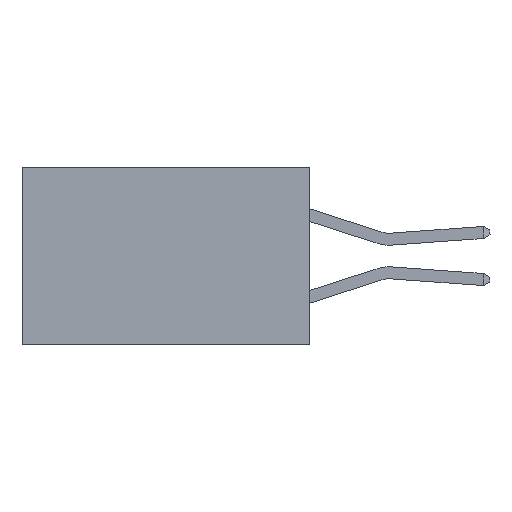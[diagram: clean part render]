
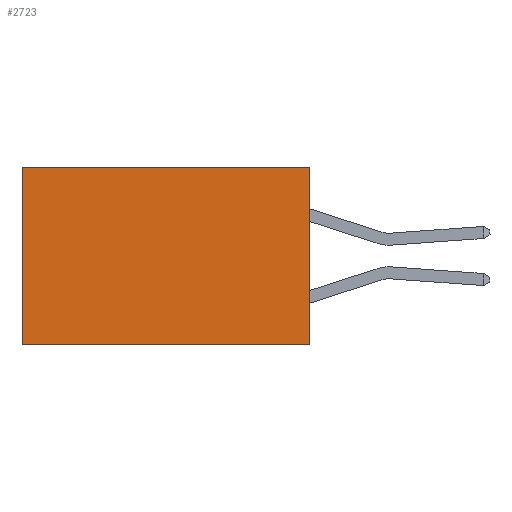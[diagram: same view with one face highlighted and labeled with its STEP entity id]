
A CAD part, left-side view. The second image highlights one B-rep face of the part: STEP entity #2723.
In plain terms, the highlighted planar face has unit normal (-1, 0, 0).
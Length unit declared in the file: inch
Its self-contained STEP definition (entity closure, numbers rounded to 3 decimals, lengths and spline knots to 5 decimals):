
#367 = VECTOR ( 'NONE', #8660, 39.37008 ) ;
#909 = CARTESIAN_POINT ( 'NONE',  ( 0.298, 0.6, 0. ) ) ;
#1737 = DIRECTION ( 'NONE',  ( 1., 0., 0. ) ) ;
#2047 = CARTESIAN_POINT ( 'NONE',  ( 0.298, 0., 0. ) ) ;
#2083 = CARTESIAN_POINT ( 'NONE',  ( 0.298, 0.6, -0.37 ) ) ;
#2723 = ADVANCED_FACE ( 'NONE', ( #18447 ), #17120, .F. ) ;
#3471 = CARTESIAN_POINT ( 'NONE',  ( 0.298, 0., -0.37 ) ) ;
#3759 = AXIS2_PLACEMENT_3D ( 'NONE', #2047, #1737, #19684 ) ;
#4023 = VERTEX_POINT ( 'NONE', #2083 ) ;
#4673 = EDGE_CURVE ( 'NONE', #18507, #4023, #20742, .T. ) ;
#5169 = LINE ( 'NONE', #15696, #367 ) ;
#5914 = ORIENTED_EDGE ( 'NONE', *, *, #22550, .F. ) ;
#6786 = VECTOR ( 'NONE', #13017, 39.37008 ) ;
#7919 = DIRECTION ( 'NONE',  ( 0., 1., 0. ) ) ;
#8235 = DIRECTION ( 'NONE',  ( 0., 1., 0. ) ) ;
#8488 = CARTESIAN_POINT ( 'NONE',  ( 0.298, 0.6, 0. ) ) ;
#8660 = DIRECTION ( 'NONE',  ( 0., 0., -1. ) ) ;
#9326 = LINE ( 'NONE', #18467, #18672 ) ;
#9956 = VECTOR ( 'NONE', #8235, 39.37008 ) ;
#10091 = EDGE_LOOP ( 'NONE', ( #10282, #11295, #5914, #17062 ) ) ;
#10282 = ORIENTED_EDGE ( 'NONE', *, *, #4673, .T. ) ;
#11295 = ORIENTED_EDGE ( 'NONE', *, *, #20396, .F. ) ;
#13017 = DIRECTION ( 'NONE',  ( 0., 0., -1. ) ) ;
#15604 = CARTESIAN_POINT ( 'NONE',  ( 0.298, 0., 0. ) ) ;
#15696 = CARTESIAN_POINT ( 'NONE',  ( 0.298, 0., 0. ) ) ;
#17062 = ORIENTED_EDGE ( 'NONE', *, *, #21774, .T. ) ;
#17120 = PLANE ( 'NONE',  #3759 ) ;
#17404 = VERTEX_POINT ( 'NONE', #15604 ) ;
#18447 = FACE_OUTER_BOUND ( 'NONE', #10091, .T. ) ;
#18467 = CARTESIAN_POINT ( 'NONE',  ( 0.298, 0., -0.37 ) ) ;
#18507 = VERTEX_POINT ( 'NONE', #909 ) ;
#18672 = VECTOR ( 'NONE', #7919, 39.37008 ) ;
#19434 = VERTEX_POINT ( 'NONE', #3471 ) ;
#19684 = DIRECTION ( 'NONE',  ( 0., 0., -1. ) ) ;
#20396 = EDGE_CURVE ( 'NONE', #19434, #4023, #9326, .T. ) ;
#20471 = CARTESIAN_POINT ( 'NONE',  ( 0.298, 0., 0. ) ) ;
#20742 = LINE ( 'NONE', #8488, #6786 ) ;
#21774 = EDGE_CURVE ( 'NONE', #17404, #18507, #22636, .T. ) ;
#22550 = EDGE_CURVE ( 'NONE', #17404, #19434, #5169, .T. ) ;
#22636 = LINE ( 'NONE', #20471, #9956 ) ;
